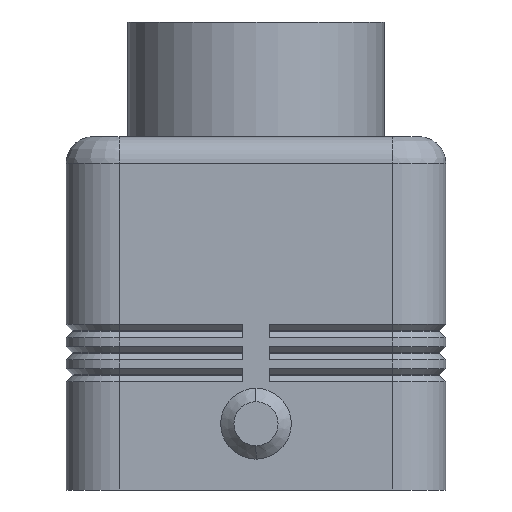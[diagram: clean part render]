
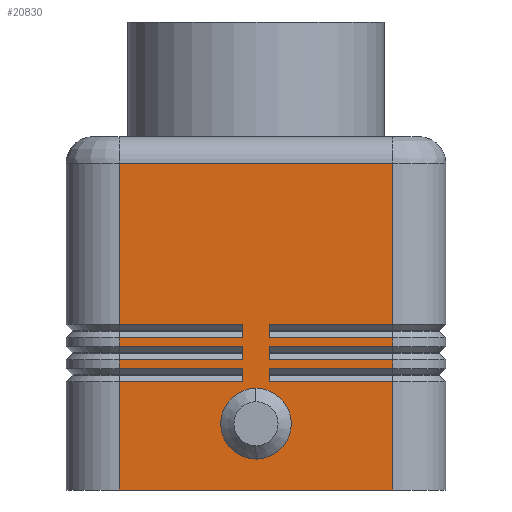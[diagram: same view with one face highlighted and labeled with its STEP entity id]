
A CAD part, left-side view. The second image highlights one B-rep face of the part: STEP entity #20830.
In plain terms, the highlighted planar face has unit normal (-1, 0, 0).
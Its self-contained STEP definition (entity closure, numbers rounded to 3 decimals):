
#14160=CARTESIAN_POINT('',(-30.,15.5,0.));
#14170=VERTEX_POINT('',#14160);
#14200=CARTESIAN_POINT('',(-30.,15.5,0.));
#14210=DIRECTION('',(0.,-1.,0.));
#14220=VECTOR('',#14210,1.);
#14230=LINE('',#14200,#14220);
#14240=CARTESIAN_POINT('',(-30.,-15.5,0.));
#14250=VERTEX_POINT('',#14240);
#14260=EDGE_CURVE('',#14170,#14250,#14230,.T.);
#15050=CARTESIAN_POINT('',(-30.,-15.5,12.25));
#15060=DIRECTION('',(0.,0.,-1.));
#15070=VECTOR('',#15060,1.);
#15080=LINE('',#15050,#15070);
#15090=CARTESIAN_POINT('',(-30.,-15.5,12.25));
#15100=VERTEX_POINT('',#15090);
#15110=EDGE_CURVE('',#15100,#14250,#15080,.T.);
#18340=CARTESIAN_POINT('',(-30.,-15.5,12.25));
#18350=DIRECTION('',(0.,1.,0.));
#18360=VECTOR('',#18350,1.);
#18370=LINE('',#18340,#18360);
#18380=CARTESIAN_POINT('',(-30.,-1.5,12.25));
#18390=VERTEX_POINT('',#18380);
#18400=EDGE_CURVE('',#15100,#18390,#18370,.T.);
#18600=CARTESIAN_POINT('',(-30.,0.,40.));
#18610=DIRECTION('',(-1.,0.,0.));
#18620=DIRECTION('',(0.,0.,1.));
#18630=AXIS2_PLACEMENT_3D('',#18600,#18610,#18620);
#18640=PLANE('',#18630);
#18650=CARTESIAN_POINT('',(-30.,-15.5,37.));
#18660=DIRECTION('',(0.,0.,-1.));
#18670=VECTOR('',#18660,1.);
#18680=LINE('',#18650,#18670);
#18690=CARTESIAN_POINT('',(-30.,-15.5,37.));
#18700=VERTEX_POINT('',#18690);
#18710=CARTESIAN_POINT('',(-30.,-15.5,18.75));
#18720=VERTEX_POINT('',#18710);
#18730=EDGE_CURVE('',#18700,#18720,#18680,.T.);
#18740=ORIENTED_EDGE('',*,*,#18730,.F.);
#18750=CARTESIAN_POINT('',(-30.,-1.5,18.75));
#18760=DIRECTION('',(0.,-1.,0.));
#18770=VECTOR('',#18760,1.);
#18780=LINE('',#18750,#18770);
#18790=CARTESIAN_POINT('',(-30.,-1.5,18.75));
#18800=VERTEX_POINT('',#18790);
#18810=EDGE_CURVE('',#18800,#18720,#18780,.T.);
#18820=ORIENTED_EDGE('',*,*,#18810,.T.);
#18830=CARTESIAN_POINT('',(-30.,-1.5,17.25));
#18840=DIRECTION('',(0.,0.,1.));
#18850=VECTOR('',#18840,1.);
#18860=LINE('',#18830,#18850);
#18870=CARTESIAN_POINT('',(-30.,-1.5,17.25));
#18880=VERTEX_POINT('',#18870);
#18890=EDGE_CURVE('',#18880,#18800,#18860,.T.);
#18900=ORIENTED_EDGE('',*,*,#18890,.T.);
#18910=CARTESIAN_POINT('',(-30.,-15.5,17.25));
#18920=DIRECTION('',(0.,1.,0.));
#18930=VECTOR('',#18920,1.);
#18940=LINE('',#18910,#18930);
#18950=CARTESIAN_POINT('',(-30.,-15.5,17.25));
#18960=VERTEX_POINT('',#18950);
#18970=EDGE_CURVE('',#18960,#18880,#18940,.T.);
#18980=ORIENTED_EDGE('',*,*,#18970,.T.);
#18990=CARTESIAN_POINT('',(-30.,-15.5,17.25));
#19000=DIRECTION('',(0.,0.,-1.));
#19010=VECTOR('',#19000,1.);
#19020=LINE('',#18990,#19010);
#19030=CARTESIAN_POINT('',(-30.,-15.5,16.25));
#19040=VERTEX_POINT('',#19030);
#19050=EDGE_CURVE('',#18960,#19040,#19020,.T.);
#19060=ORIENTED_EDGE('',*,*,#19050,.F.);
#19070=CARTESIAN_POINT('',(-30.,-1.5,16.25));
#19080=DIRECTION('',(0.,-1.,0.));
#19090=VECTOR('',#19080,1.);
#19100=LINE('',#19070,#19090);
#19110=CARTESIAN_POINT('',(-30.,-1.5,16.25));
#19120=VERTEX_POINT('',#19110);
#19130=EDGE_CURVE('',#19120,#19040,#19100,.T.);
#19140=ORIENTED_EDGE('',*,*,#19130,.T.);
#19150=CARTESIAN_POINT('',(-30.,-1.5,14.75));
#19160=DIRECTION('',(0.,0.,1.));
#19170=VECTOR('',#19160,1.);
#19180=LINE('',#19150,#19170);
#19190=CARTESIAN_POINT('',(-30.,-1.5,14.75));
#19200=VERTEX_POINT('',#19190);
#19210=EDGE_CURVE('',#19200,#19120,#19180,.T.);
#19220=ORIENTED_EDGE('',*,*,#19210,.T.);
#19230=CARTESIAN_POINT('',(-30.,-15.5,14.75));
#19240=DIRECTION('',(0.,1.,0.));
#19250=VECTOR('',#19240,1.);
#19260=LINE('',#19230,#19250);
#19270=CARTESIAN_POINT('',(-30.,-15.5,14.75));
#19280=VERTEX_POINT('',#19270);
#19290=EDGE_CURVE('',#19280,#19200,#19260,.T.);
#19300=ORIENTED_EDGE('',*,*,#19290,.T.);
#19310=CARTESIAN_POINT('',(-30.,-15.5,14.75));
#19320=DIRECTION('',(0.,0.,-1.));
#19330=VECTOR('',#19320,1.);
#19340=LINE('',#19310,#19330);
#19350=CARTESIAN_POINT('',(-30.,-15.5,13.75));
#19360=VERTEX_POINT('',#19350);
#19370=EDGE_CURVE('',#19280,#19360,#19340,.T.);
#19380=ORIENTED_EDGE('',*,*,#19370,.F.);
#19390=CARTESIAN_POINT('',(-30.,-1.5,13.75));
#19400=DIRECTION('',(0.,-1.,0.));
#19410=VECTOR('',#19400,1.);
#19420=LINE('',#19390,#19410);
#19430=CARTESIAN_POINT('',(-30.,-1.5,13.75));
#19440=VERTEX_POINT('',#19430);
#19450=EDGE_CURVE('',#19440,#19360,#19420,.T.);
#19460=ORIENTED_EDGE('',*,*,#19450,.T.);
#19470=CARTESIAN_POINT('',(-30.,-1.5,12.25));
#19480=DIRECTION('',(0.,0.,1.));
#19490=VECTOR('',#19480,1.);
#19500=LINE('',#19470,#19490);
#19510=EDGE_CURVE('',#18390,#19440,#19500,.T.);
#19520=ORIENTED_EDGE('',*,*,#19510,.T.);
#19530=ORIENTED_EDGE('',*,*,#18400,.T.);
#19540=ORIENTED_EDGE('',*,*,#15110,.F.);
#19550=ORIENTED_EDGE('',*,*,#14260,.T.);
#19560=CARTESIAN_POINT('',(-30.,15.5,0.));
#19570=DIRECTION('',(0.,0.,1.));
#19580=VECTOR('',#19570,1.);
#19590=LINE('',#19560,#19580);
#19600=CARTESIAN_POINT('',(-30.,15.5,12.25));
#19610=VERTEX_POINT('',#19600);
#19620=EDGE_CURVE('',#14170,#19610,#19590,.T.);
#19630=ORIENTED_EDGE('',*,*,#19620,.F.);
#19640=CARTESIAN_POINT('',(-30.,1.5,12.25));
#19650=DIRECTION('',(0.,1.,0.));
#19660=VECTOR('',#19650,1.);
#19670=LINE('',#19640,#19660);
#19680=CARTESIAN_POINT('',(-30.,1.5,12.25));
#19690=VERTEX_POINT('',#19680);
#19700=EDGE_CURVE('',#19690,#19610,#19670,.T.);
#19710=ORIENTED_EDGE('',*,*,#19700,.T.);
#19720=CARTESIAN_POINT('',(-30.,1.5,12.25));
#19730=DIRECTION('',(0.,0.,1.));
#19740=VECTOR('',#19730,1.);
#19750=LINE('',#19720,#19740);
#19760=CARTESIAN_POINT('',(-30.,1.5,13.75));
#19770=VERTEX_POINT('',#19760);
#19780=EDGE_CURVE('',#19690,#19770,#19750,.T.);
#19790=ORIENTED_EDGE('',*,*,#19780,.F.);
#19800=CARTESIAN_POINT('',(-30.,15.5,13.75));
#19810=DIRECTION('',(0.,-1.,0.));
#19820=VECTOR('',#19810,1.);
#19830=LINE('',#19800,#19820);
#19840=CARTESIAN_POINT('',(-30.,15.5,13.75));
#19850=VERTEX_POINT('',#19840);
#19860=EDGE_CURVE('',#19850,#19770,#19830,.T.);
#19870=ORIENTED_EDGE('',*,*,#19860,.T.);
#19880=CARTESIAN_POINT('',(-30.,15.5,13.75));
#19890=DIRECTION('',(0.,0.,1.));
#19900=VECTOR('',#19890,1.);
#19910=LINE('',#19880,#19900);
#19920=CARTESIAN_POINT('',(-30.,15.5,14.75));
#19930=VERTEX_POINT('',#19920);
#19940=EDGE_CURVE('',#19850,#19930,#19910,.T.);
#19950=ORIENTED_EDGE('',*,*,#19940,.F.);
#19960=CARTESIAN_POINT('',(-30.,1.5,14.75));
#19970=DIRECTION('',(0.,1.,0.));
#19980=VECTOR('',#19970,1.);
#19990=LINE('',#19960,#19980);
#20000=CARTESIAN_POINT('',(-30.,1.5,14.75));
#20010=VERTEX_POINT('',#20000);
#20020=EDGE_CURVE('',#20010,#19930,#19990,.T.);
#20030=ORIENTED_EDGE('',*,*,#20020,.T.);
#20040=CARTESIAN_POINT('',(-30.,1.5,14.75));
#20050=DIRECTION('',(0.,0.,1.));
#20060=VECTOR('',#20050,1.);
#20070=LINE('',#20040,#20060);
#20080=CARTESIAN_POINT('',(-30.,1.5,16.25));
#20090=VERTEX_POINT('',#20080);
#20100=EDGE_CURVE('',#20010,#20090,#20070,.T.);
#20110=ORIENTED_EDGE('',*,*,#20100,.F.);
#20120=CARTESIAN_POINT('',(-30.,15.5,16.25));
#20130=DIRECTION('',(0.,-1.,0.));
#20140=VECTOR('',#20130,1.);
#20150=LINE('',#20120,#20140);
#20160=CARTESIAN_POINT('',(-30.,15.5,16.25));
#20170=VERTEX_POINT('',#20160);
#20180=EDGE_CURVE('',#20170,#20090,#20150,.T.);
#20190=ORIENTED_EDGE('',*,*,#20180,.T.);
#20200=CARTESIAN_POINT('',(-30.,15.5,16.25));
#20210=DIRECTION('',(0.,0.,1.));
#20220=VECTOR('',#20210,1.);
#20230=LINE('',#20200,#20220);
#20240=CARTESIAN_POINT('',(-30.,15.5,17.25));
#20250=VERTEX_POINT('',#20240);
#20260=EDGE_CURVE('',#20170,#20250,#20230,.T.);
#20270=ORIENTED_EDGE('',*,*,#20260,.F.);
#20280=CARTESIAN_POINT('',(-30.,1.5,17.25));
#20290=DIRECTION('',(0.,1.,0.));
#20300=VECTOR('',#20290,1.);
#20310=LINE('',#20280,#20300);
#20320=CARTESIAN_POINT('',(-30.,1.5,17.25));
#20330=VERTEX_POINT('',#20320);
#20340=EDGE_CURVE('',#20330,#20250,#20310,.T.);
#20350=ORIENTED_EDGE('',*,*,#20340,.T.);
#20360=CARTESIAN_POINT('',(-30.,1.5,17.25));
#20370=DIRECTION('',(0.,0.,1.));
#20380=VECTOR('',#20370,1.);
#20390=LINE('',#20360,#20380);
#20400=CARTESIAN_POINT('',(-30.,1.5,18.75));
#20410=VERTEX_POINT('',#20400);
#20420=EDGE_CURVE('',#20330,#20410,#20390,.T.);
#20430=ORIENTED_EDGE('',*,*,#20420,.F.);
#20440=CARTESIAN_POINT('',(-30.,15.5,18.75));
#20450=DIRECTION('',(0.,-1.,0.));
#20460=VECTOR('',#20450,1.);
#20470=LINE('',#20440,#20460);
#20480=CARTESIAN_POINT('',(-30.,15.5,18.75));
#20490=VERTEX_POINT('',#20480);
#20500=EDGE_CURVE('',#20490,#20410,#20470,.T.);
#20510=ORIENTED_EDGE('',*,*,#20500,.T.);
#20520=CARTESIAN_POINT('',(-30.,15.5,18.75));
#20530=DIRECTION('',(0.,0.,1.));
#20540=VECTOR('',#20530,1.);
#20550=LINE('',#20520,#20540);
#20560=CARTESIAN_POINT('',(-30.,15.5,37.));
#20570=VERTEX_POINT('',#20560);
#20580=EDGE_CURVE('',#20490,#20570,#20550,.T.);
#20590=ORIENTED_EDGE('',*,*,#20580,.F.);
#20600=CARTESIAN_POINT('',(-30.,15.5,37.));
#20610=DIRECTION('',(0.,-1.,0.));
#20620=VECTOR('',#20610,1.);
#20630=LINE('',#20600,#20620);
#20640=EDGE_CURVE('',#20570,#18700,#20630,.T.);
#20650=ORIENTED_EDGE('',*,*,#20640,.F.);
#20660=EDGE_LOOP('',(#20650,#20590,#20510,#20430,#20350,#20270,#20190,
#20110,#20030,#19950,#19870,#19790,#19710,#19630,#19550,#19540,#19530,
#19520,#19460,#19380,#19300,#19220,#19140,#19060,#18980,#18900,#18820,
#18740));
#20670=FACE_OUTER_BOUND('',#20660,.T.);
#20680=CARTESIAN_POINT('',(-30.,0.,7.5));
#20690=DIRECTION('',(1.,0.,0.));
#20700=DIRECTION('',(0.,0.,1.));
#20710=AXIS2_PLACEMENT_3D('',#20680,#20690,#20700);
#20720=CIRCLE('',#20710,4.);
#20730=CARTESIAN_POINT('',(-30.,0.,3.5));
#20740=VERTEX_POINT('',#20730);
#20750=CARTESIAN_POINT('',(-30.,0.,11.5));
#20760=VERTEX_POINT('',#20750);
#20770=EDGE_CURVE('',#20740,#20760,#20720,.T.);
#20780=ORIENTED_EDGE('',*,*,#20770,.T.);
#20790=EDGE_CURVE('',#20760,#20740,#20720,.T.);
#20800=ORIENTED_EDGE('',*,*,#20790,.T.);
#20810=EDGE_LOOP('',(#20800,#20780));
#20820=FACE_BOUND('',#20810,.T.);
#20830=ADVANCED_FACE('',(#20670,#20820),#18640,.T.);
